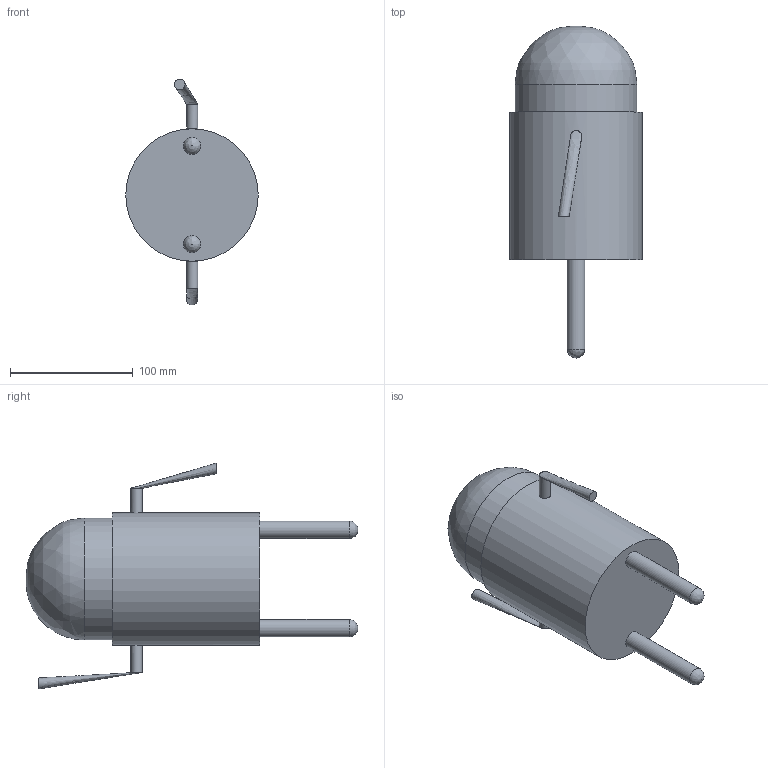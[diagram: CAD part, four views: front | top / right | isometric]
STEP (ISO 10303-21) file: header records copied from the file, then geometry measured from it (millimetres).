
FILE_DESCRIPTION(/* description */ (''),/* implementation_level */ '2;1');
FILE_NAME(/* name */ 'something idk v2.step',/* time_stamp */ '2021-07-02T08:55:12+05:00',/* author */ (''),/* organization */ (''),/* preprocessor_version */ 'ST-DEVELOPER v18.1',/* originating_system */ 'Autodesk Translation Framework v10.6.0.1341',/* authorisation */ '');
FILE_SCHEMA (('AUTOMOTIVE_DESIGN { 1 0 10303 214 3 1 1 }'));
Length unit declared in the file: centimetre
Products named in the file (1): something idk
Bounding box: 107.7 x 270 x 183.84 mm (x, y, z)
Volume: 1548103.7 mm3; surface area: 84670.9 mm2
Topology: 1 solids, 1 shells, 18 faces, 38 edges, 27 vertices
Faces by surface type: plane 7, cylinder 6, bspline 5
Full cylindrical faces by diameter (mm): 9.159 x2, 14.14 x1, 14.142 x1, 99.202 x1, 107.703 x1
Entity records: 819 total; most frequent: CARTESIAN_POINT 370, DIRECTION 84, ORIENTED_EDGE 76, EDGE_CURVE 38, AXIS2_PLACEMENT_3D 38, VERTEX_POINT 27, CIRCLE 24, EDGE_LOOP 23
